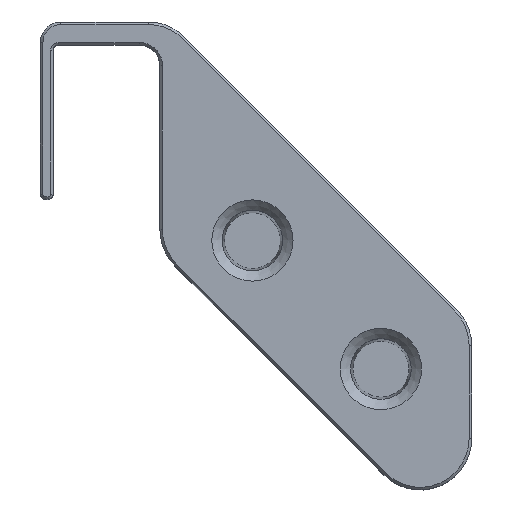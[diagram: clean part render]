
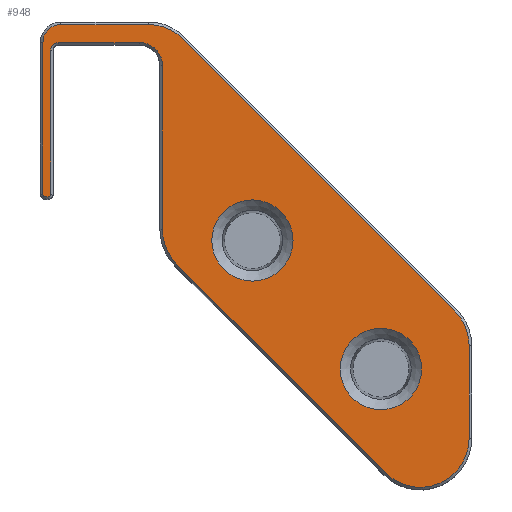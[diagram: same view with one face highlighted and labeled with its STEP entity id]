
A CAD part, top view. The second image highlights one B-rep face of the part: STEP entity #948.
In plain terms, the highlighted planar face has unit normal (0, 0, 1).
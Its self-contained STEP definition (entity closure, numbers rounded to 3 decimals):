
#26=FACE_BOUND('',#125,.T.);
#27=FACE_BOUND('',#126,.T.);
#28=PLANE('',#1028);
#60=FACE_OUTER_BOUND('',#124,.T.);
#124=EDGE_LOOP('',(#649,#650,#651,#652,#653,#654,#655,#656,#657,#658,#659,
#660,#661,#662,#663,#664,#665,#666));
#125=EDGE_LOOP('',(#667));
#126=EDGE_LOOP('',(#668));
#190=LINE('',#1459,#286);
#191=LINE('',#1463,#287);
#192=LINE('',#1467,#288);
#193=LINE('',#1471,#289);
#194=LINE('',#1475,#290);
#195=LINE('',#1479,#291);
#196=LINE('',#1483,#292);
#197=LINE('',#1487,#293);
#198=LINE('',#1490,#294);
#286=VECTOR('',#1146,10.);
#287=VECTOR('',#1149,10.);
#288=VECTOR('',#1152,10.);
#289=VECTOR('',#1155,10.);
#290=VECTOR('',#1158,10.);
#291=VECTOR('',#1161,10.);
#292=VECTOR('',#1164,10.);
#293=VECTOR('',#1167,10.);
#294=VECTOR('',#1170,10.);
#381=CIRCLE('',#1026,7.9);
#383=CIRCLE('',#1029,9.5);
#384=CIRCLE('',#1030,9.5);
#385=CIRCLE('',#1031,9.5);
#386=CIRCLE('',#1032,9.5);
#387=CIRCLE('',#1033,3.5);
#388=CIRCLE('',#1034,0.5);
#389=CIRCLE('',#1035,0.5);
#390=CIRCLE('',#1036,1.5);
#391=CIRCLE('',#1037,4.5);
#392=CIRCLE('',#1038,7.9);
#425=VERTEX_POINT('',#1449);
#427=VERTEX_POINT('',#1455);
#428=VERTEX_POINT('',#1456);
#429=VERTEX_POINT('',#1458);
#430=VERTEX_POINT('',#1460);
#431=VERTEX_POINT('',#1462);
#432=VERTEX_POINT('',#1464);
#433=VERTEX_POINT('',#1466);
#434=VERTEX_POINT('',#1468);
#435=VERTEX_POINT('',#1470);
#436=VERTEX_POINT('',#1472);
#437=VERTEX_POINT('',#1474);
#438=VERTEX_POINT('',#1476);
#439=VERTEX_POINT('',#1478);
#440=VERTEX_POINT('',#1480);
#441=VERTEX_POINT('',#1482);
#442=VERTEX_POINT('',#1484);
#443=VERTEX_POINT('',#1486);
#444=VERTEX_POINT('',#1488);
#445=VERTEX_POINT('',#1491);
#505=EDGE_CURVE('',#425,#425,#381,.T.);
#508=EDGE_CURVE('',#427,#428,#383,.T.);
#509=EDGE_CURVE('',#429,#427,#190,.T.);
#510=EDGE_CURVE('',#430,#429,#384,.T.);
#511=EDGE_CURVE('',#431,#430,#191,.T.);
#512=EDGE_CURVE('',#432,#431,#385,.T.);
#513=EDGE_CURVE('',#433,#432,#192,.T.);
#514=EDGE_CURVE('',#434,#433,#386,.T.);
#515=EDGE_CURVE('',#435,#434,#193,.T.);
#516=EDGE_CURVE('',#436,#435,#387,.T.);
#517=EDGE_CURVE('',#437,#436,#194,.T.);
#518=EDGE_CURVE('',#438,#437,#388,.T.);
#519=EDGE_CURVE('',#439,#438,#195,.T.);
#520=EDGE_CURVE('',#440,#439,#389,.T.);
#521=EDGE_CURVE('',#441,#440,#196,.T.);
#522=EDGE_CURVE('',#442,#441,#390,.T.);
#523=EDGE_CURVE('',#443,#442,#197,.T.);
#524=EDGE_CURVE('',#444,#443,#391,.T.);
#525=EDGE_CURVE('',#428,#444,#198,.T.);
#526=EDGE_CURVE('',#445,#445,#392,.T.);
#649=ORIENTED_EDGE('',*,*,#508,.F.);
#650=ORIENTED_EDGE('',*,*,#509,.F.);
#651=ORIENTED_EDGE('',*,*,#510,.F.);
#652=ORIENTED_EDGE('',*,*,#511,.F.);
#653=ORIENTED_EDGE('',*,*,#512,.F.);
#654=ORIENTED_EDGE('',*,*,#513,.F.);
#655=ORIENTED_EDGE('',*,*,#514,.F.);
#656=ORIENTED_EDGE('',*,*,#515,.F.);
#657=ORIENTED_EDGE('',*,*,#516,.F.);
#658=ORIENTED_EDGE('',*,*,#517,.F.);
#659=ORIENTED_EDGE('',*,*,#518,.F.);
#660=ORIENTED_EDGE('',*,*,#519,.F.);
#661=ORIENTED_EDGE('',*,*,#520,.F.);
#662=ORIENTED_EDGE('',*,*,#521,.F.);
#663=ORIENTED_EDGE('',*,*,#522,.F.);
#664=ORIENTED_EDGE('',*,*,#523,.F.);
#665=ORIENTED_EDGE('',*,*,#524,.F.);
#666=ORIENTED_EDGE('',*,*,#525,.F.);
#667=ORIENTED_EDGE('',*,*,#526,.F.);
#668=ORIENTED_EDGE('',*,*,#505,.F.);
#948=ADVANCED_FACE('',(#60,#26,#27),#28,.T.);
#1026=AXIS2_PLACEMENT_3D('',#1450,#1137,#1138);
#1028=AXIS2_PLACEMENT_3D('',#1454,#1142,#1143);
#1029=AXIS2_PLACEMENT_3D('',#1457,#1144,#1145);
#1030=AXIS2_PLACEMENT_3D('',#1461,#1147,#1148);
#1031=AXIS2_PLACEMENT_3D('',#1465,#1150,#1151);
#1032=AXIS2_PLACEMENT_3D('',#1469,#1153,#1154);
#1033=AXIS2_PLACEMENT_3D('',#1473,#1156,#1157);
#1034=AXIS2_PLACEMENT_3D('',#1477,#1159,#1160);
#1035=AXIS2_PLACEMENT_3D('',#1481,#1162,#1163);
#1036=AXIS2_PLACEMENT_3D('',#1485,#1165,#1166);
#1037=AXIS2_PLACEMENT_3D('',#1489,#1168,#1169);
#1038=AXIS2_PLACEMENT_3D('',#1492,#1171,#1172);
#1137=DIRECTION('center_axis',(0.,0.,1.));
#1138=DIRECTION('ref_axis',(1.,0.,0.));
#1142=DIRECTION('center_axis',(0.,0.,1.));
#1143=DIRECTION('ref_axis',(1.,0.,0.));
#1144=DIRECTION('center_axis',(0.,0.,-1.));
#1145=DIRECTION('ref_axis',(-0.924,-0.383,0.));
#1146=DIRECTION('',(-0.707,0.707,0.));
#1147=DIRECTION('center_axis',(0.,0.,-1.));
#1148=DIRECTION('ref_axis',(0.383,-0.924,0.));
#1149=DIRECTION('',(0.,-1.,0.));
#1150=DIRECTION('center_axis',(0.,0.,-1.));
#1151=DIRECTION('ref_axis',(0.924,0.383,0.));
#1152=DIRECTION('',(0.707,-0.707,0.));
#1153=DIRECTION('center_axis',(0.,0.,-1.));
#1154=DIRECTION('ref_axis',(0.383,0.924,0.));
#1155=DIRECTION('',(1.,0.,0.));
#1156=DIRECTION('center_axis',(0.,0.,-1.));
#1157=DIRECTION('ref_axis',(-0.707,0.707,0.));
#1158=DIRECTION('',(0.,1.,0.));
#1159=DIRECTION('center_axis',(0.,0.,-1.));
#1160=DIRECTION('ref_axis',(-0.707,-0.707,0.));
#1161=DIRECTION('',(-1.,0.,0.));
#1162=DIRECTION('center_axis',(0.,0.,-1.));
#1163=DIRECTION('ref_axis',(0.707,-0.707,0.));
#1164=DIRECTION('',(0.,-1.,0.));
#1165=DIRECTION('center_axis',(0.,0.,1.));
#1166=DIRECTION('ref_axis',(-0.707,0.707,0.));
#1167=DIRECTION('',(-1.,0.,0.));
#1168=DIRECTION('center_axis',(0.,0.,1.));
#1169=DIRECTION('ref_axis',(0.707,0.707,0.));
#1170=DIRECTION('',(0.,1.,0.));
#1171=DIRECTION('center_axis',(0.,0.,1.));
#1172=DIRECTION('ref_axis',(1.,0.,0.));
#1449=CARTESIAN_POINT('',(55.85,-63.,25.4));
#1450=CARTESIAN_POINT('Origin',(63.75,-63.,25.4));
#1454=CARTESIAN_POINT('Origin',(38.75,-38.,25.4));
#1455=CARTESIAN_POINT('',(24.032,-42.575,25.4));
#1456=CARTESIAN_POINT('',(21.25,-35.858,25.4));
#1457=CARTESIAN_POINT('Origin',(30.75,-35.858,25.4));
#1458=CARTESIAN_POINT('',(64.684,-83.227,25.4));
#1459=CARTESIAN_POINT('',(25.104,-43.646,25.4));
#1460=CARTESIAN_POINT('',(80.902,-76.51,25.4));
#1461=CARTESIAN_POINT('Origin',(71.402,-76.51,25.4));
#1462=CARTESIAN_POINT('',(80.902,-58.43,25.4));
#1463=CARTESIAN_POINT('',(80.902,-69.326,25.4));
#1464=CARTESIAN_POINT('',(78.119,-51.713,25.4));
#1465=CARTESIAN_POINT('Origin',(71.402,-58.43,25.4));
#1466=CARTESIAN_POINT('',(25.189,1.218,25.4));
#1467=CARTESIAN_POINT('',(67.02,-40.614,25.4));
#1468=CARTESIAN_POINT('',(18.472,4.,25.4));
#1469=CARTESIAN_POINT('Origin',(18.472,-5.5,25.4));
#1470=CARTESIAN_POINT('',(1.5,4.,25.4));
#1471=CARTESIAN_POINT('',(30.268,4.,25.4));
#1472=CARTESIAN_POINT('',(-2.,0.5,25.4));
#1473=CARTESIAN_POINT('Origin',(1.5,0.5,25.4));
#1474=CARTESIAN_POINT('',(-2.,-29.,25.4));
#1475=CARTESIAN_POINT('',(-2.,-17.75,25.4));
#1476=CARTESIAN_POINT('',(-1.5,-29.5,25.4));
#1477=CARTESIAN_POINT('Origin',(-1.5,-29.,25.4));
#1478=CARTESIAN_POINT('',(-1.,-29.5,25.4));
#1479=CARTESIAN_POINT('',(18.125,-29.5,25.4));
#1480=CARTESIAN_POINT('',(-0.5,-29.,25.4));
#1481=CARTESIAN_POINT('Origin',(-1.,-29.,25.4));
#1482=CARTESIAN_POINT('',(-0.5,-1.,25.4));
#1483=CARTESIAN_POINT('',(-0.5,-34.,25.4));
#1484=CARTESIAN_POINT('',(1.,0.5,25.4));
#1485=CARTESIAN_POINT('Origin',(1.,-1.,25.4));
#1486=CARTESIAN_POINT('',(16.75,0.5,25.4));
#1487=CARTESIAN_POINT('',(19.375,0.5,25.4));
#1488=CARTESIAN_POINT('',(21.25,-4.,25.4));
#1489=CARTESIAN_POINT('Origin',(16.75,-4.,25.4));
#1490=CARTESIAN_POINT('',(21.25,-19.,25.4));
#1491=CARTESIAN_POINT('',(30.85,-38.,25.4));
#1492=CARTESIAN_POINT('Origin',(38.75,-38.,25.4));
